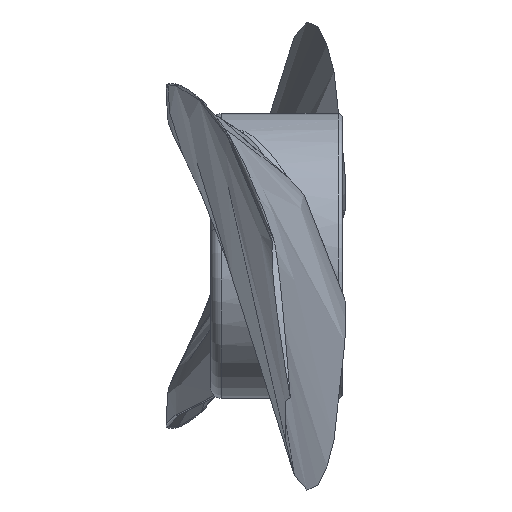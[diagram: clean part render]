
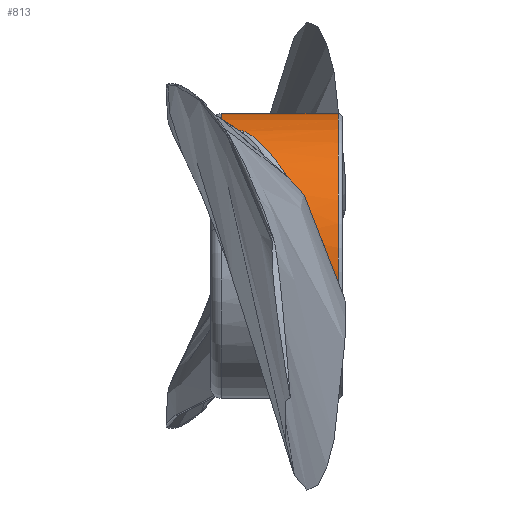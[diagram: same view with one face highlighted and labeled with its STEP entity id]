
A CAD part, left-side view. The second image highlights one B-rep face of the part: STEP entity #813.
In plain terms, the highlighted cylindrical face has radius 6.5 mm (diameter 13 mm), a partial arc.
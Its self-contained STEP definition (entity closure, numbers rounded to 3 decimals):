
#94=B_SPLINE_CURVE_WITH_KNOTS('',3,(#1501,#1502,#1503,#1504),
 .UNSPECIFIED.,.F.,.F.,(4,4),(-1.35,-1.296),
 .UNSPECIFIED.);
#102=B_SPLINE_CURVE_WITH_KNOTS('',3,(#1726,#1727,#1728,#1729,#1730,#1731,
#1732,#1733),.UNSPECIFIED.,.F.,.F.,(4,1,1,2,4),(-1.034,-0.81,
-0.386,-0.174,0.),.UNSPECIFIED.);
#107=B_SPLINE_CURVE_WITH_KNOTS('',3,(#1798,#1799,#1800,#1801,#1802,#1803,
#1804),.UNSPECIFIED.,.F.,.F.,(4,1,1,1,4),(0.,0.017,0.034,
0.068,0.12),.UNSPECIFIED.);
#130=B_SPLINE_CURVE_WITH_KNOTS('',3,(#3179,#3180,#3181,#3182,#3183,#3184,
#3185,#3186),.UNSPECIFIED.,.F.,.F.,(4,1,1,2,4),(-0.771,-0.736,
-0.491,0.,0.126),.UNSPECIFIED.);
#163=CYLINDRICAL_SURFACE('',#879,6.5);
#196=FACE_OUTER_BOUND('',#245,.T.);
#245=EDGE_LOOP('',(#688,#689,#690,#691,#692,#693));
#277=CIRCLE('',#866,6.5);
#285=CIRCLE('',#876,6.5);
#311=VERTEX_POINT('',#1229);
#315=VERTEX_POINT('',#1296);
#323=VERTEX_POINT('',#1498);
#324=VERTEX_POINT('',#1500);
#328=VERTEX_POINT('',#1584);
#331=VERTEX_POINT('',#1725);
#412=EDGE_CURVE('',#315,#311,#277,.T.);
#422=EDGE_CURVE('',#323,#324,#94,.T.);
#431=EDGE_CURVE('',#324,#328,#285,.T.);
#436=EDGE_CURVE('',#311,#331,#102,.T.);
#442=EDGE_CURVE('',#331,#323,#107,.T.);
#473=EDGE_CURVE('',#328,#315,#130,.T.);
#688=ORIENTED_EDGE('',*,*,#412,.F.);
#689=ORIENTED_EDGE('',*,*,#473,.F.);
#690=ORIENTED_EDGE('',*,*,#431,.F.);
#691=ORIENTED_EDGE('',*,*,#422,.F.);
#692=ORIENTED_EDGE('',*,*,#442,.F.);
#693=ORIENTED_EDGE('',*,*,#436,.F.);
#813=ADVANCED_FACE('',(#196),#163,.T.);
#866=AXIS2_PLACEMENT_3D('',#1304,#932,#933);
#876=AXIS2_PLACEMENT_3D('',#1586,#952,#953);
#879=AXIS2_PLACEMENT_3D('',#3178,#958,#959);
#932=DIRECTION('center_axis',(0.,-1.,0.));
#933=DIRECTION('ref_axis',(-0.657,0.,0.754));
#952=DIRECTION('center_axis',(0.,1.,0.));
#953=DIRECTION('ref_axis',(0.502,0.,0.865));
#958=DIRECTION('center_axis',(0.,1.,0.));
#959=DIRECTION('ref_axis',(-0.048,0.,0.999));
#1229=CARTESIAN_POINT('',(-6.235,0.7,-1.837));
#1296=CARTESIAN_POINT('',(4.308,0.7,4.868));
#1304=CARTESIAN_POINT('Origin',(0.,0.7,0.));
#1498=CARTESIAN_POINT('',(-3.562,5.816,5.437));
#1500=CARTESIAN_POINT('',(-3.95,6.,5.162));
#1501=CARTESIAN_POINT('Ctrl Pts',(-3.562,5.816,5.437));
#1502=CARTESIAN_POINT('Ctrl Pts',(-3.694,5.877,5.351));
#1503=CARTESIAN_POINT('Ctrl Pts',(-3.823,5.939,5.259));
#1504=CARTESIAN_POINT('Ctrl Pts',(-3.95,6.,5.162));
#1584=CARTESIAN_POINT('',(6.382,6.,-1.232));
#1586=CARTESIAN_POINT('Origin',(0.,6.,0.));
#1725=CARTESIAN_POINT('',(-3.201,4.94,5.657));
#1726=CARTESIAN_POINT('Ctrl Pts',(-6.23,0.702,-1.836));
#1727=CARTESIAN_POINT('Ctrl Pts',(-6.421,0.826,-1.177));
#1728=CARTESIAN_POINT('Ctrl Pts',(-6.679,1.322,0.802));
#1729=CARTESIAN_POINT('Ctrl Pts',(-5.878,2.627,3.175));
#1730=CARTESIAN_POINT('Ctrl Pts',(-4.723,3.633,4.502));
#1731=CARTESIAN_POINT('Ctrl Pts',(-3.937,4.249,5.195));
#1732=CARTESIAN_POINT('Ctrl Pts',(-3.539,4.54,5.466));
#1733=CARTESIAN_POINT('Ctrl Pts',(-3.201,4.94,5.657));
#1798=CARTESIAN_POINT('Ctrl Pts',(-3.201,4.94,5.657));
#1799=CARTESIAN_POINT('Ctrl Pts',(-3.167,4.98,5.676));
#1800=CARTESIAN_POINT('Ctrl Pts',(-3.109,5.072,5.708));
#1801=CARTESIAN_POINT('Ctrl Pts',(-3.08,5.308,5.724));
#1802=CARTESIAN_POINT('Ctrl Pts',(-3.235,5.615,5.64));
#1803=CARTESIAN_POINT('Ctrl Pts',(-3.437,5.757,5.519));
#1804=CARTESIAN_POINT('Ctrl Pts',(-3.562,5.816,5.437));
#3178=CARTESIAN_POINT('Origin',(0.,0.5,0.));
#3179=CARTESIAN_POINT('Ctrl Pts',(6.382,6.,-1.232));
#3180=CARTESIAN_POINT('Ctrl Pts',(6.4,5.945,-1.138));
#3181=CARTESIAN_POINT('Ctrl Pts',(6.527,5.482,-0.391));
#3182=CARTESIAN_POINT('Ctrl Pts',(6.504,3.866,1.496));
#3183=CARTESIAN_POINT('Ctrl Pts',(5.835,2.185,3.126));
#3184=CARTESIAN_POINT('Ctrl Pts',(4.817,1.079,4.377));
#3185=CARTESIAN_POINT('Ctrl Pts',(4.577,0.874,4.63));
#3186=CARTESIAN_POINT('Ctrl Pts',(4.308,0.7,4.868));
